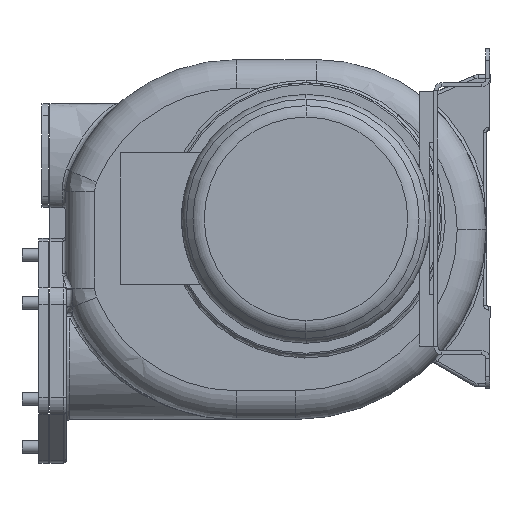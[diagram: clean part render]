
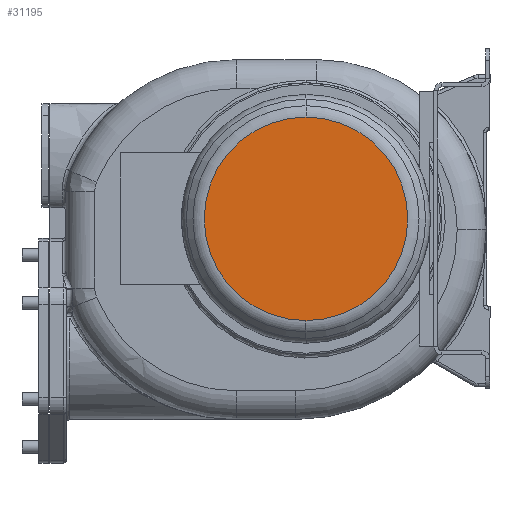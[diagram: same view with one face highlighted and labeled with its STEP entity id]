
A CAD part, left-side view. The second image highlights one B-rep face of the part: STEP entity #31195.
In plain terms, the highlighted planar face has unit normal (-1, 0, 0).
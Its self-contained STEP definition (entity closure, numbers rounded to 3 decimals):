
#12299=CARTESIAN_POINT('',(-793.5,230.,0.));
#12300=DIRECTION('',(-1.,0.,0.));
#12301=DIRECTION('',(0.,0.,-1.));
#12302=AXIS2_PLACEMENT_3D('',#12299,#12300,#12301);
#12304=CARTESIAN_POINT('',(-793.5,230.,0.));
#12305=DIRECTION('',(-1.,0.,0.));
#12306=DIRECTION('',(0.,0.,1.));
#12307=AXIS2_PLACEMENT_3D('',#12304,#12305,#12306);
#17711=CARTESIAN_POINT('',(-793.5,230.,-127.216));
#17712=CARTESIAN_POINT('',(-793.5,230.,127.216));
#17713=VERTEX_POINT('',#17711);
#17714=VERTEX_POINT('',#17712);
#31185=CARTESIAN_POINT('',(-793.5,230.,0.));
#31186=DIRECTION('',(1.,0.,0.));
#31187=DIRECTION('',(0.,0.,-1.));
#31188=AXIS2_PLACEMENT_3D('',#31185,#31186,#31187);
#31189=PLANE('',#31188);
#31191=ORIENTED_EDGE('',*,*,#31190,.F.);
#31192=ORIENTED_EDGE('',*,*,#31175,.F.);
#31193=EDGE_LOOP('',(#31191,#31192));
#31194=FACE_OUTER_BOUND('',#31193,.F.);
#31195=ADVANCED_FACE('',(#31194),#31189,.F.);
#12303=CIRCLE('',#12302,127.216);
#12308=CIRCLE('',#12307,127.216);
#31175=EDGE_CURVE('',#17714,#17713,#12308,.T.);
#31190=EDGE_CURVE('',#17713,#17714,#12303,.T.);
